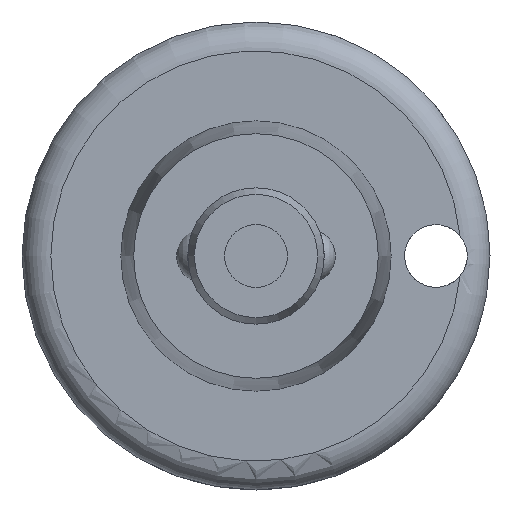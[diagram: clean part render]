
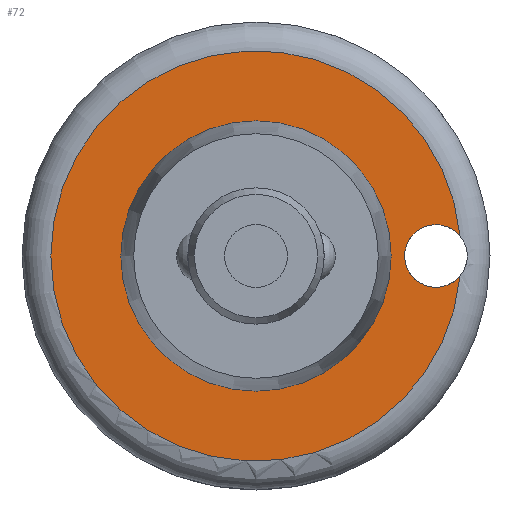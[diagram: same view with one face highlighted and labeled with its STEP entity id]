
A CAD part, front view. The second image highlights one B-rep face of the part: STEP entity #72.
In plain terms, the highlighted planar face has unit normal (0, -1, 0).
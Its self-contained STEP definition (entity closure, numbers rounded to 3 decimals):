
#72 = ADVANCED_FACE( '', ( #157, #158 ), #159, .F. );
#157 = FACE_OUTER_BOUND( '', #244, .T. );
#158 = FACE_BOUND( '', #245, .T. );
#159 = PLANE( '', #246 );
#244 = EDGE_LOOP( '', ( #357, #358 ) );
#245 = EDGE_LOOP( '', ( #359 ) );
#246 = AXIS2_PLACEMENT_3D( '', #360, #361, #362 );
#357 = ORIENTED_EDGE( '', *, *, #413, .F. );
#358 = ORIENTED_EDGE( '', *, *, #418, .T. );
#359 = ORIENTED_EDGE( '', *, *, #407, .T. );
#360 = CARTESIAN_POINT( '', ( -5.95, 15.88, 0. ) );
#361 = DIRECTION( '', ( 0., 1., 0. ) );
#362 = DIRECTION( '', ( -1., 0., 0. ) );
#407 = EDGE_CURVE( '', #459, #459, #460, .T. );
#413 = EDGE_CURVE( '', #467, #468, #470, .T. );
#418 = EDGE_CURVE( '', #467, #468, #476, .T. );
#459 = VERTEX_POINT( '', #521 );
#460 = CIRCLE( '', #522, 5.95 );
#467 = VERTEX_POINT( '', #529 );
#468 = VERTEX_POINT( '', #530 );
#470 = CIRCLE( '', #541, 9.03 );
#476 = CIRCLE( '', #574, 1.38 );
#521 = CARTESIAN_POINT( '', ( -5.95, 15.88, 0. ) );
#522 = AXIS2_PLACEMENT_3D( '', #700, #701, #702 );
#529 = CARTESIAN_POINT( '', ( 8.988, 15.88, -0.874 ) );
#530 = CARTESIAN_POINT( '', ( 8.988, 15.88, 0.874 ) );
#541 = AXIS2_PLACEMENT_3D( '', #709, #710, #711 );
#574 = AXIS2_PLACEMENT_3D( '', #715, #716, #717 );
#700 = CARTESIAN_POINT( '', ( 0., 15.88, 0. ) );
#701 = DIRECTION( '', ( 0., 1., 0. ) );
#702 = DIRECTION( '', ( -1., 0., 0. ) );
#709 = CARTESIAN_POINT( '', ( 0., 15.88, 0. ) );
#710 = DIRECTION( '', ( 0., 1., 0. ) );
#711 = DIRECTION( '', ( -1., 0., 0. ) );
#715 = CARTESIAN_POINT( '', ( 7.92, 15.88, 0. ) );
#716 = DIRECTION( '', ( 0., 1., 0. ) );
#717 = DIRECTION( '', ( -1., 0., 0. ) );
